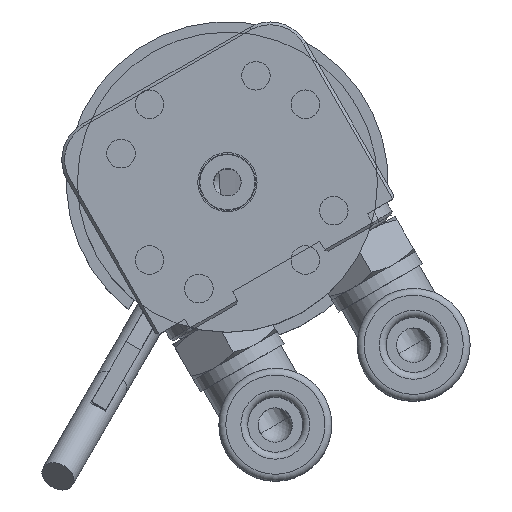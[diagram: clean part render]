
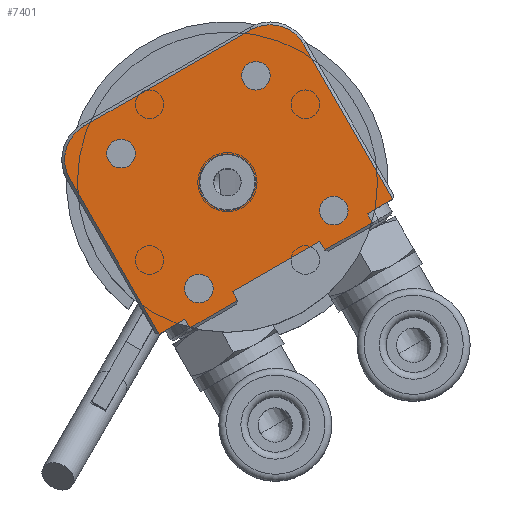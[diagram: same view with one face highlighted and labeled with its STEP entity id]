
A CAD part, top view. The second image highlights one B-rep face of the part: STEP entity #7401.
In plain terms, the highlighted planar face has unit normal (0, 0, 1).
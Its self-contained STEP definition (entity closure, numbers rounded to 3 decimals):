
#642=FACE_BOUND('',#1730,.T.);
#643=FACE_BOUND('',#1731,.T.);
#644=FACE_BOUND('',#1732,.T.);
#645=FACE_BOUND('',#1733,.T.);
#646=FACE_BOUND('',#1734,.T.);
#811=PLANE('',#8296);
#1181=FACE_OUTER_BOUND('',#1729,.T.);
#1729=EDGE_LOOP('',(#6308,#6309,#6310,#6311,#6312,#6313,#6314,#6315,#6316,
#6317,#6318,#6319,#6320,#6321));
#1730=EDGE_LOOP('',(#6322));
#1731=EDGE_LOOP('',(#6323));
#1732=EDGE_LOOP('',(#6324));
#1733=EDGE_LOOP('',(#6325));
#1734=EDGE_LOOP('',(#6326));
#2147=LINE('',#13569,#2536);
#2150=LINE('',#13581,#2539);
#2153=LINE('',#13593,#2542);
#2171=LINE('',#13642,#2560);
#2178=LINE('',#13659,#2567);
#2179=LINE('',#13662,#2568);
#2186=LINE('',#13679,#2575);
#2187=LINE('',#13682,#2576);
#2190=LINE('',#13691,#2579);
#2193=LINE('',#13699,#2582);
#2196=LINE('',#13705,#2585);
#2200=LINE('',#13712,#2589);
#2536=VECTOR('',#9992,1000.);
#2539=VECTOR('',#10001,1000.);
#2542=VECTOR('',#10010,1000.);
#2560=VECTOR('',#10064,1000.);
#2567=VECTOR('',#10081,1000.);
#2568=VECTOR('',#10084,1000.);
#2575=VECTOR('',#10101,1000.);
#2576=VECTOR('',#10104,1000.);
#2579=VECTOR('',#10115,1000.);
#2582=VECTOR('',#10126,1000.);
#2585=VECTOR('',#10131,1000.);
#2589=VECTOR('',#10137,1000.);
#2971=CIRCLE('',#8261,2.8);
#2973=CIRCLE('',#8265,2.8);
#2985=CIRCLE('',#8297,1.038);
#2986=CIRCLE('',#8298,1.038);
#2987=CIRCLE('',#8299,1.038);
#2988=CIRCLE('',#8300,1.038);
#2989=CIRCLE('',#8301,2.05);
#3525=VERTEX_POINT('',#13566);
#3526=VERTEX_POINT('',#13568);
#3531=VERTEX_POINT('',#13578);
#3532=VERTEX_POINT('',#13580);
#3537=VERTEX_POINT('',#13590);
#3538=VERTEX_POINT('',#13592);
#3551=VERTEX_POINT('',#13641);
#3556=VERTEX_POINT('',#13657);
#3557=VERTEX_POINT('',#13661);
#3562=VERTEX_POINT('',#13677);
#3563=VERTEX_POINT('',#13681);
#3564=VERTEX_POINT('',#13685);
#3565=VERTEX_POINT('',#13690);
#3566=VERTEX_POINT('',#13694);
#3583=VERTEX_POINT('',#13765);
#3584=VERTEX_POINT('',#13767);
#3585=VERTEX_POINT('',#13769);
#3586=VERTEX_POINT('',#13771);
#3587=VERTEX_POINT('',#13773);
#4428=EDGE_CURVE('',#3525,#3526,#2147,.T.);
#4434=EDGE_CURVE('',#3531,#3532,#2150,.T.);
#4440=EDGE_CURVE('',#3537,#3538,#2153,.T.);
#4464=EDGE_CURVE('',#3551,#3526,#2171,.T.);
#4473=EDGE_CURVE('',#3556,#3531,#2178,.T.);
#4474=EDGE_CURVE('',#3557,#3532,#2179,.T.);
#4483=EDGE_CURVE('',#3562,#3537,#2186,.T.);
#4484=EDGE_CURVE('',#3538,#3563,#2187,.T.);
#4486=EDGE_CURVE('',#3563,#3564,#2971,.T.);
#4489=EDGE_CURVE('',#3564,#3565,#2190,.T.);
#4491=EDGE_CURVE('',#3565,#3566,#2973,.T.);
#4494=EDGE_CURVE('',#3566,#3525,#2193,.T.);
#4497=EDGE_CURVE('',#3562,#3557,#2196,.T.);
#4501=EDGE_CURVE('',#3556,#3551,#2200,.T.);
#4525=EDGE_CURVE('',#3583,#3583,#2985,.T.);
#4526=EDGE_CURVE('',#3584,#3584,#2986,.T.);
#4527=EDGE_CURVE('',#3585,#3585,#2987,.T.);
#4528=EDGE_CURVE('',#3586,#3586,#2988,.T.);
#4529=EDGE_CURVE('',#3587,#3587,#2989,.T.);
#6308=ORIENTED_EDGE('',*,*,#4483,.F.);
#6309=ORIENTED_EDGE('',*,*,#4497,.T.);
#6310=ORIENTED_EDGE('',*,*,#4474,.T.);
#6311=ORIENTED_EDGE('',*,*,#4434,.F.);
#6312=ORIENTED_EDGE('',*,*,#4473,.F.);
#6313=ORIENTED_EDGE('',*,*,#4501,.T.);
#6314=ORIENTED_EDGE('',*,*,#4464,.T.);
#6315=ORIENTED_EDGE('',*,*,#4428,.F.);
#6316=ORIENTED_EDGE('',*,*,#4494,.F.);
#6317=ORIENTED_EDGE('',*,*,#4491,.F.);
#6318=ORIENTED_EDGE('',*,*,#4489,.F.);
#6319=ORIENTED_EDGE('',*,*,#4486,.F.);
#6320=ORIENTED_EDGE('',*,*,#4484,.F.);
#6321=ORIENTED_EDGE('',*,*,#4440,.F.);
#6322=ORIENTED_EDGE('',*,*,#4525,.F.);
#6323=ORIENTED_EDGE('',*,*,#4526,.F.);
#6324=ORIENTED_EDGE('',*,*,#4527,.F.);
#6325=ORIENTED_EDGE('',*,*,#4528,.F.);
#6326=ORIENTED_EDGE('',*,*,#4529,.F.);
#7401=ADVANCED_FACE('',(#1181,#642,#643,#644,#645,#646),#811,.T.);
#8261=AXIS2_PLACEMENT_3D('',#13686,#10108,#10109);
#8265=AXIS2_PLACEMENT_3D('',#13695,#10119,#10120);
#8296=AXIS2_PLACEMENT_3D('',#13764,#10203,#10204);
#8297=AXIS2_PLACEMENT_3D('',#13766,#10205,#10206);
#8298=AXIS2_PLACEMENT_3D('',#13768,#10207,#10208);
#8299=AXIS2_PLACEMENT_3D('',#13770,#10209,#10210);
#8300=AXIS2_PLACEMENT_3D('',#13772,#10211,#10212);
#8301=AXIS2_PLACEMENT_3D('',#13774,#10213,#10214);
#9992=DIRECTION('',(-1.,0.,0.));
#10001=DIRECTION('',(-1.,0.,0.));
#10010=DIRECTION('',(-1.,0.,0.));
#10064=DIRECTION('',(0.,1.,0.));
#10081=DIRECTION('',(0.,1.,0.));
#10084=DIRECTION('',(0.,1.,0.));
#10101=DIRECTION('',(0.,1.,0.));
#10104=DIRECTION('',(0.,1.,0.));
#10108=DIRECTION('center_axis',(0.,0.,-1.));
#10109=DIRECTION('ref_axis',(0.,1.,0.));
#10115=DIRECTION('',(1.,0.,0.));
#10119=DIRECTION('center_axis',(0.,0.,-1.));
#10120=DIRECTION('ref_axis',(1.,0.,0.));
#10126=DIRECTION('',(0.,-1.,0.));
#10131=DIRECTION('',(1.,0.,0.));
#10137=DIRECTION('',(1.,0.,0.));
#10203=DIRECTION('center_axis',(0.,0.,1.));
#10204=DIRECTION('ref_axis',(1.,0.,0.));
#10205=DIRECTION('center_axis',(0.,0.,1.));
#10206=DIRECTION('ref_axis',(-1.,0.,0.));
#10207=DIRECTION('center_axis',(0.,0.,1.));
#10208=DIRECTION('ref_axis',(-1.,0.,0.));
#10209=DIRECTION('center_axis',(0.,0.,1.));
#10210=DIRECTION('ref_axis',(-1.,0.,0.));
#10211=DIRECTION('center_axis',(0.,0.,1.));
#10212=DIRECTION('ref_axis',(-1.,0.,0.));
#10213=DIRECTION('center_axis',(0.,0.,1.));
#10214=DIRECTION('ref_axis',(-1.,0.,0.));
#13566=CARTESIAN_POINT('',(9.8,-7.075,57.));
#13568=CARTESIAN_POINT('',(7.655,-7.075,57.));
#13569=CARTESIAN_POINT('',(0.,-7.075,57.));
#13578=CARTESIAN_POINT('',(3.655,-7.075,57.));
#13580=CARTESIAN_POINT('',(-3.655,-7.075,57.));
#13581=CARTESIAN_POINT('',(0.,-7.075,57.));
#13590=CARTESIAN_POINT('',(-7.655,-7.075,57.));
#13592=CARTESIAN_POINT('',(-9.8,-7.075,57.));
#13593=CARTESIAN_POINT('',(0.,-7.075,57.));
#13641=CARTESIAN_POINT('',(7.655,-7.805,57.));
#13642=CARTESIAN_POINT('',(7.655,-8.005,57.));
#13657=CARTESIAN_POINT('',(3.655,-7.805,57.));
#13659=CARTESIAN_POINT('',(3.655,-8.005,57.));
#13661=CARTESIAN_POINT('',(-3.655,-7.805,57.));
#13662=CARTESIAN_POINT('',(-3.655,-8.005,57.));
#13677=CARTESIAN_POINT('',(-7.655,-7.805,57.));
#13679=CARTESIAN_POINT('',(-7.655,-8.005,57.));
#13681=CARTESIAN_POINT('',(-9.8,5.925,57.));
#13682=CARTESIAN_POINT('',(-9.8,-2.954,57.));
#13685=CARTESIAN_POINT('',(-7.,8.725,57.));
#13686=CARTESIAN_POINT('Origin',(-7.,5.925,57.));
#13690=CARTESIAN_POINT('',(7.,8.725,57.));
#13691=CARTESIAN_POINT('',(-3.5,8.725,57.));
#13694=CARTESIAN_POINT('',(9.8,5.925,57.));
#13695=CARTESIAN_POINT('Origin',(7.,5.925,57.));
#13699=CARTESIAN_POINT('',(9.8,2.425,57.));
#13705=CARTESIAN_POINT('',(-3.655,-7.805,57.));
#13712=CARTESIAN_POINT('',(7.655,-7.805,57.));
#13764=CARTESIAN_POINT('Origin',(0.,-1.075,57.));
#13765=CARTESIAN_POINT('',(-4.619,-5.657,57.));
#13766=CARTESIAN_POINT('Origin',(-5.657,-5.657,57.));
#13767=CARTESIAN_POINT('',(-4.619,5.657,57.));
#13768=CARTESIAN_POINT('Origin',(-5.657,5.657,57.));
#13769=CARTESIAN_POINT('',(6.695,5.657,57.));
#13770=CARTESIAN_POINT('Origin',(5.657,5.657,57.));
#13771=CARTESIAN_POINT('',(6.695,-5.657,57.));
#13772=CARTESIAN_POINT('Origin',(5.657,-5.657,57.));
#13773=CARTESIAN_POINT('',(2.05,0.,57.));
#13774=CARTESIAN_POINT('Origin',(0.,0.,57.));
